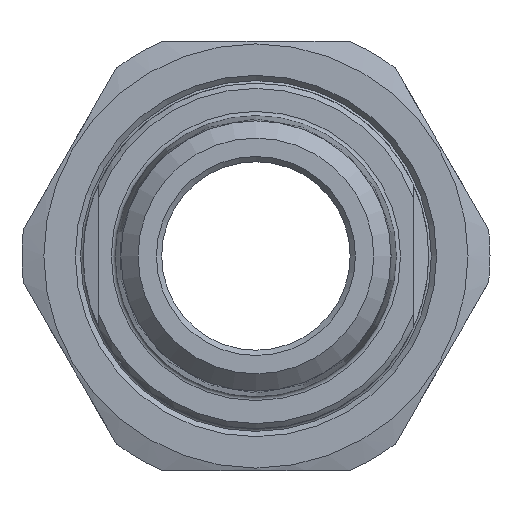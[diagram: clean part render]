
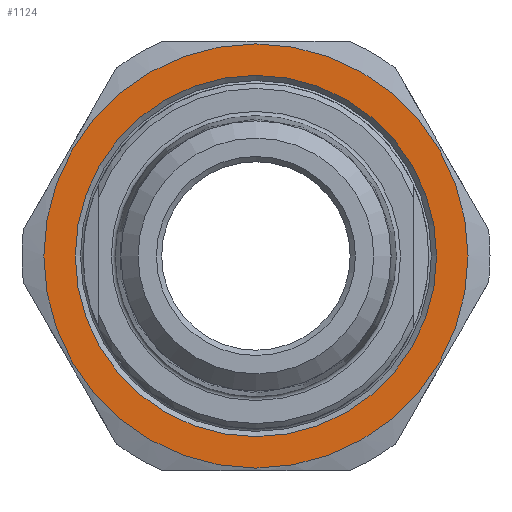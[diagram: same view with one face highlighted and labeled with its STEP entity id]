
A CAD part, left-side view. The second image highlights one B-rep face of the part: STEP entity #1124.
In plain terms, the highlighted planar face has unit normal (-1, 0, 0).
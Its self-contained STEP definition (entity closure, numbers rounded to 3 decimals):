
#68=FACE_BOUND('',#211,.T.);
#85=PLANE('',#1290);
#139=FACE_OUTER_BOUND('',#210,.T.);
#210=EDGE_LOOP('',(#846));
#211=EDGE_LOOP('',(#847));
#400=CIRCLE('',#1279,20.25);
#401=CIRCLE('',#1285,17.25);
#503=VERTEX_POINT('',#1902);
#504=VERTEX_POINT('',#1938);
#620=EDGE_CURVE('',#503,#503,#400,.T.);
#631=EDGE_CURVE('',#504,#504,#401,.T.);
#846=ORIENTED_EDGE('',*,*,#620,.T.);
#847=ORIENTED_EDGE('',*,*,#631,.F.);
#1124=ADVANCED_FACE('',(#139,#68),#85,.F.);
#1279=AXIS2_PLACEMENT_3D('',#1904,#1498,#1499);
#1285=AXIS2_PLACEMENT_3D('',#1939,#1511,#1512);
#1290=AXIS2_PLACEMENT_3D('',#1949,#1523,#1524);
#1498=DIRECTION('center_axis',(-1.,0.,0.));
#1499=DIRECTION('ref_axis',(0.,1.,0.));
#1511=DIRECTION('center_axis',(-1.,0.,0.));
#1512=DIRECTION('ref_axis',(0.,-1.,0.));
#1523=DIRECTION('center_axis',(1.,0.,0.));
#1524=DIRECTION('ref_axis',(0.,0.,-1.));
#1902=CARTESIAN_POINT('',(-17.,-20.25,0.));
#1904=CARTESIAN_POINT('Origin',(-17.,0.,0.));
#1938=CARTESIAN_POINT('',(-17.,17.25,0.));
#1939=CARTESIAN_POINT('Origin',(-17.,0.,0.));
#1949=CARTESIAN_POINT('Origin',(-17.,0.,0.));
